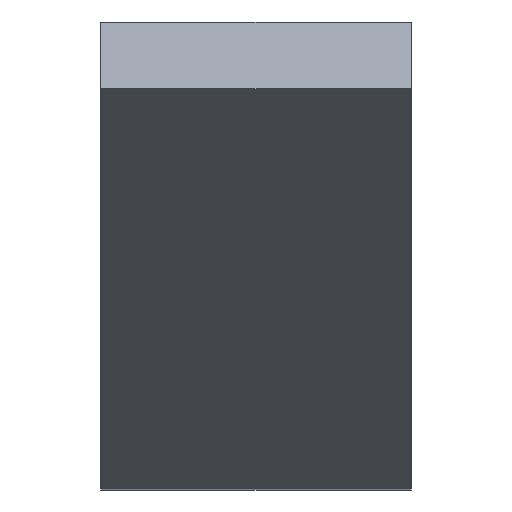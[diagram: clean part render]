
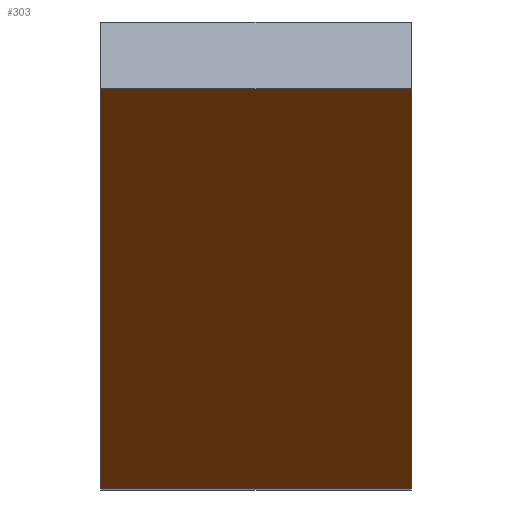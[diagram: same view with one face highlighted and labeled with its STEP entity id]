
A CAD part, top view. The second image highlights one B-rep face of the part: STEP entity #303.
In plain terms, the highlighted planar face has unit normal (0, -0.819, 0.574).
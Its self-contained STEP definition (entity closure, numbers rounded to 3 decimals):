
#13 = VECTOR ( 'NONE', #105, 1000. ) ;
#15 = AXIS2_PLACEMENT_3D ( 'NONE', #157, #317, #305 ) ;
#25 = VECTOR ( 'NONE', #326, 1000. ) ;
#35 = PLANE ( 'NONE',  #15 ) ;
#41 = EDGE_CURVE ( 'NONE', #316, #152, #149, .T. ) ;
#50 = EDGE_CURVE ( 'NONE', #75, #125, #228, .T. ) ;
#51 = DIRECTION ( 'NONE',  ( -1., 0., 0. ) ) ;
#54 = CARTESIAN_POINT ( 'NONE',  ( 0., 2.137, 8.282 ) ) ;
#64 = ORIENTED_EDGE ( 'NONE', *, *, #50, .T. ) ;
#66 = ORIENTED_EDGE ( 'NONE', *, *, #181, .T. ) ;
#72 = CARTESIAN_POINT ( 'NONE',  ( 4., -3., 0.946 ) ) ;
#75 = VERTEX_POINT ( 'NONE', #137 ) ;
#105 = DIRECTION ( 'NONE',  ( 0., -0.574, -0.819 ) ) ;
#125 = VERTEX_POINT ( 'NONE', #141 ) ;
#137 = CARTESIAN_POINT ( 'NONE',  ( 0., 2.137, 8.282 ) ) ;
#138 = FACE_OUTER_BOUND ( 'NONE', #255, .T. ) ;
#141 = CARTESIAN_POINT ( 'NONE',  ( 0., -3., 0.946 ) ) ;
#149 = LINE ( 'NONE', #236, #13 ) ;
#152 = VERTEX_POINT ( 'NONE', #193 ) ;
#157 = CARTESIAN_POINT ( 'NONE',  ( 4., 2.137, 8.282 ) ) ;
#181 = EDGE_CURVE ( 'NONE', #316, #75, #207, .T. ) ;
#193 = CARTESIAN_POINT ( 'NONE',  ( 4., -3., 0.946 ) ) ;
#202 = ORIENTED_EDGE ( 'NONE', *, *, #41, .F. ) ;
#207 = LINE ( 'NONE', #313, #231 ) ;
#226 = CARTESIAN_POINT ( 'NONE',  ( 4., 2.137, 8.282 ) ) ;
#228 = LINE ( 'NONE', #54, #25 ) ;
#231 = VECTOR ( 'NONE', #314, 1000. ) ;
#235 = LINE ( 'NONE', #72, #321 ) ;
#236 = CARTESIAN_POINT ( 'NONE',  ( 4., 2.137, 8.282 ) ) ;
#244 = EDGE_CURVE ( 'NONE', #152, #125, #235, .T. ) ;
#255 = EDGE_LOOP ( 'NONE', ( #64, #279, #202, #66 ) ) ;
#279 = ORIENTED_EDGE ( 'NONE', *, *, #244, .F. ) ;
#303 = ADVANCED_FACE ( 'NONE', ( #138 ), #35, .F. ) ;
#305 = DIRECTION ( 'NONE',  ( 0., 0.574, 0.819 ) ) ;
#313 = CARTESIAN_POINT ( 'NONE',  ( 4., 2.137, 8.282 ) ) ;
#314 = DIRECTION ( 'NONE',  ( -1., 0., 0. ) ) ;
#316 = VERTEX_POINT ( 'NONE', #226 ) ;
#317 = DIRECTION ( 'NONE',  ( 0., 0.819, -0.574 ) ) ;
#321 = VECTOR ( 'NONE', #51, 1000. ) ;
#326 = DIRECTION ( 'NONE',  ( 0., -0.574, -0.819 ) ) ;
